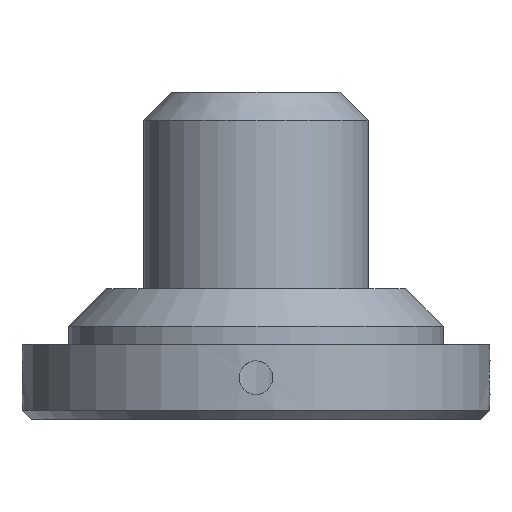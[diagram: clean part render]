
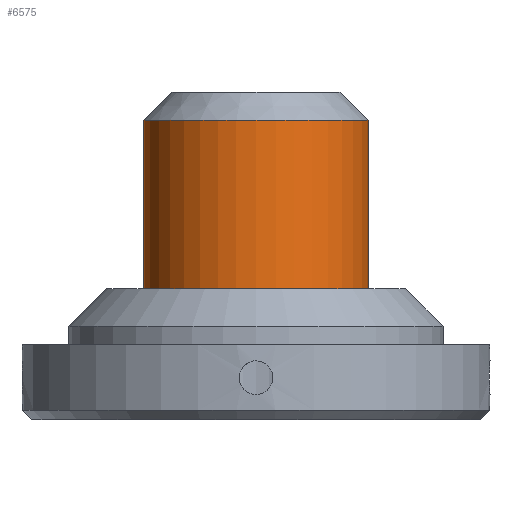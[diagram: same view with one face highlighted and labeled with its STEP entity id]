
A CAD part, front view. The second image highlights one B-rep face of the part: STEP entity #6575.
In plain terms, the highlighted cylindrical face has radius 12 mm (diameter 24 mm), a full revolution.
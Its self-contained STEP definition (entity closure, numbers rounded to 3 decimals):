
#704 = CONICAL_SURFACE('',#705,12.,0.785);
#705 = AXIS2_PLACEMENT_3D('',#706,#707,#708);
#706 = CARTESIAN_POINT('',(0.,0.,11.));
#707 = DIRECTION('',(0.,0.,-1.));
#708 = DIRECTION('',(1.,0.,0.));
#4435 = VERTEX_POINT('',#4436);
#4436 = CARTESIAN_POINT('',(12.,0.,11.));
#4455 = EDGE_CURVE('',#4435,#4435,#4456,.T.);
#4456 = SURFACE_CURVE('',#4457,(#4462,#4469),.PCURVE_S1.);
#4457 = CIRCLE('',#4458,12.);
#4458 = AXIS2_PLACEMENT_3D('',#4459,#4460,#4461);
#4459 = CARTESIAN_POINT('',(0.,0.,11.));
#4460 = DIRECTION('',(0.,0.,1.));
#4461 = DIRECTION('',(1.,0.,0.));
#4462 = PCURVE('',#704,#4463);
#4463 = DEFINITIONAL_REPRESENTATION('',(#4464),#4468);
#4464 = LINE('',#4465,#4466);
#4465 = CARTESIAN_POINT('',(0.,0.));
#4466 = VECTOR('',#4467,1.);
#4467 = DIRECTION('',(-1.,0.));
#4468 = ( GEOMETRIC_REPRESENTATION_CONTEXT(2) 
PARAMETRIC_REPRESENTATION_CONTEXT() REPRESENTATION_CONTEXT('2D SPACE',''
  ) );
#4469 = PCURVE('',#4470,#4475);
#4470 = CYLINDRICAL_SURFACE('',#4471,12.);
#4471 = AXIS2_PLACEMENT_3D('',#4472,#4473,#4474);
#4472 = CARTESIAN_POINT('',(0.,0.,8.));
#4473 = DIRECTION('',(0.,0.,-1.));
#4474 = DIRECTION('',(1.,0.,0.));
#4475 = DEFINITIONAL_REPRESENTATION('',(#4476),#4480);
#4476 = LINE('',#4477,#4478);
#4477 = CARTESIAN_POINT('',(0.,-3.));
#4478 = VECTOR('',#4479,1.);
#4479 = DIRECTION('',(-1.,0.));
#4480 = ( GEOMETRIC_REPRESENTATION_CONTEXT(2) 
PARAMETRIC_REPRESENTATION_CONTEXT() REPRESENTATION_CONTEXT('2D SPACE',''
  ) );
#6575 = ADVANCED_FACE('',(#6576),#4470,.T.);
#6576 = FACE_BOUND('',#6577,.F.);
#6577 = EDGE_LOOP('',(#6578,#6601,#6602,#6603));
#6578 = ORIENTED_EDGE('',*,*,#6579,.F.);
#6579 = EDGE_CURVE('',#4435,#6580,#6582,.T.);
#6580 = VERTEX_POINT('',#6581);
#6581 = CARTESIAN_POINT('',(12.,0.,32.));
#6582 = SEAM_CURVE('',#6583,(#6587,#6594),.PCURVE_S1.);
#6583 = LINE('',#6584,#6585);
#6584 = CARTESIAN_POINT('',(12.,0.,8.));
#6585 = VECTOR('',#6586,1.);
#6586 = DIRECTION('',(0.,0.,1.));
#6587 = PCURVE('',#4470,#6588);
#6588 = DEFINITIONAL_REPRESENTATION('',(#6589),#6593);
#6589 = LINE('',#6590,#6591);
#6590 = CARTESIAN_POINT('',(-6.283,0.));
#6591 = VECTOR('',#6592,1.);
#6592 = DIRECTION('',(0.,-1.));
#6593 = ( GEOMETRIC_REPRESENTATION_CONTEXT(2) 
PARAMETRIC_REPRESENTATION_CONTEXT() REPRESENTATION_CONTEXT('2D SPACE',''
  ) );
#6594 = PCURVE('',#4470,#6595);
#6595 = DEFINITIONAL_REPRESENTATION('',(#6596),#6600);
#6596 = LINE('',#6597,#6598);
#6597 = CARTESIAN_POINT('',(0.,0.));
#6598 = VECTOR('',#6599,1.);
#6599 = DIRECTION('',(0.,-1.));
#6600 = ( GEOMETRIC_REPRESENTATION_CONTEXT(2) 
PARAMETRIC_REPRESENTATION_CONTEXT() REPRESENTATION_CONTEXT('2D SPACE',''
  ) );
#6601 = ORIENTED_EDGE('',*,*,#4455,.F.);
#6602 = ORIENTED_EDGE('',*,*,#6579,.T.);
#6603 = ORIENTED_EDGE('',*,*,#6604,.T.);
#6604 = EDGE_CURVE('',#6580,#6580,#6605,.T.);
#6605 = SURFACE_CURVE('',#6606,(#6611,#6618),.PCURVE_S1.);
#6606 = CIRCLE('',#6607,12.);
#6607 = AXIS2_PLACEMENT_3D('',#6608,#6609,#6610);
#6608 = CARTESIAN_POINT('',(0.,0.,32.));
#6609 = DIRECTION('',(0.,0.,1.));
#6610 = DIRECTION('',(1.,0.,0.));
#6611 = PCURVE('',#4470,#6612);
#6612 = DEFINITIONAL_REPRESENTATION('',(#6613),#6617);
#6613 = LINE('',#6614,#6615);
#6614 = CARTESIAN_POINT('',(0.,-24.));
#6615 = VECTOR('',#6616,1.);
#6616 = DIRECTION('',(-1.,0.));
#6617 = ( GEOMETRIC_REPRESENTATION_CONTEXT(2) 
PARAMETRIC_REPRESENTATION_CONTEXT() REPRESENTATION_CONTEXT('2D SPACE',''
  ) );
#6618 = PCURVE('',#6619,#6624);
#6619 = CONICAL_SURFACE('',#6620,12.,0.785);
#6620 = AXIS2_PLACEMENT_3D('',#6621,#6622,#6623);
#6621 = CARTESIAN_POINT('',(0.,0.,32.));
#6622 = DIRECTION('',(0.,0.,-1.));
#6623 = DIRECTION('',(1.,0.,0.));
#6624 = DEFINITIONAL_REPRESENTATION('',(#6625),#6629);
#6625 = LINE('',#6626,#6627);
#6626 = CARTESIAN_POINT('',(0.,0.));
#6627 = VECTOR('',#6628,1.);
#6628 = DIRECTION('',(-1.,0.));
#6629 = ( GEOMETRIC_REPRESENTATION_CONTEXT(2) 
PARAMETRIC_REPRESENTATION_CONTEXT() REPRESENTATION_CONTEXT('2D SPACE',''
  ) );
